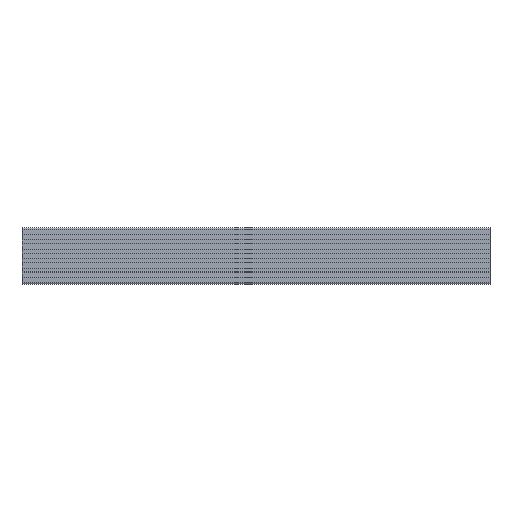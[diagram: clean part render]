
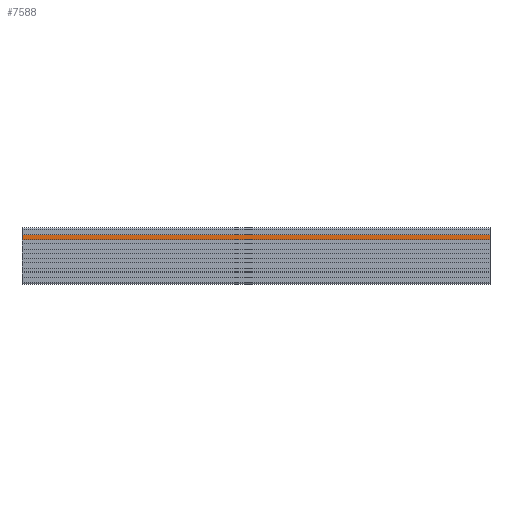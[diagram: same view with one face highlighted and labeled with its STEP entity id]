
A CAD part, top view. The second image highlights one B-rep face of the part: STEP entity #7588.
In plain terms, the highlighted planar face has unit normal (0, 0, 1).
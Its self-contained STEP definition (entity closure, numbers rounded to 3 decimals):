
#201 = LINE ( 'NONE', #2497, #218 ) ;
#218 = VECTOR ( 'NONE', #2507, 1000. ) ;
#380 = LINE ( 'NONE', #2675, #381 ) ;
#381 = VECTOR ( 'NONE', #2676, 1000. ) ;
#413 = LINE ( 'NONE', #2719, #2965 ) ;
#439 = PLANE ( 'NONE',  #12129 ) ;
#442 = CARTESIAN_POINT ( 'NONE',  ( -1144.222, 46.086, 27.5 ) ) ;
#448 = DIRECTION ( 'NONE',  ( 0., 0., 1. ) ) ;
#449 = DIRECTION ( 'NONE',  ( 0., -1., 0. ) ) ;
#1761 = CARTESIAN_POINT ( 'NONE',  ( 0., 46.086, 27.5 ) ) ;
#1807 = CARTESIAN_POINT ( 'NONE',  ( -1000., 46.086, 27.5 ) ) ;
#1809 = CARTESIAN_POINT ( 'NONE',  ( -1000., 33.914, 27.5 ) ) ;
#1811 = CARTESIAN_POINT ( 'NONE',  ( 0., 33.914, 27.5 ) ) ;
#2222 = CARTESIAN_POINT ( 'NONE',  ( -1144.222, 33.914, 27.5 ) ) ;
#2223 = DIRECTION ( 'NONE',  ( 1., 0., 0. ) ) ;
#2497 = CARTESIAN_POINT ( 'NONE',  ( -1000., 46.086, 27.5 ) ) ;
#2507 = DIRECTION ( 'NONE',  ( 0., 1., 0. ) ) ;
#2675 = CARTESIAN_POINT ( 'NONE',  ( -1144.222, 46.086, 27.5 ) ) ;
#2676 = DIRECTION ( 'NONE',  ( 1., 0., 0. ) ) ;
#2719 = CARTESIAN_POINT ( 'NONE',  ( 0., 46.086, 27.5 ) ) ;
#2722 = DIRECTION ( 'NONE',  ( 0., -1., 0. ) ) ;
#2965 = VECTOR ( 'NONE', #2722, 1000. ) ;
#6924 = EDGE_LOOP ( 'NONE', ( #11410, #12672, #11408, #12690 ) ) ;
#7588 = ADVANCED_FACE ( 'NONE', ( #12952 ), #439, .T. ) ;
#8545 = VERTEX_POINT ( 'NONE', #1761 ) ;
#8591 = VERTEX_POINT ( 'NONE', #1807 ) ;
#8593 = VERTEX_POINT ( 'NONE', #1809 ) ;
#8595 = VERTEX_POINT ( 'NONE', #1811 ) ;
#8971 = EDGE_CURVE ( 'NONE', #8593, #8595, #13421, .T. ) ;
#9108 = EDGE_CURVE ( 'NONE', #8593, #8591, #201, .T. ) ;
#9191 = EDGE_CURVE ( 'NONE', #8591, #8545, #380, .T. ) ;
#9214 = EDGE_CURVE ( 'NONE', #8545, #8595, #413, .T. ) ;
#11408 = ORIENTED_EDGE ( 'NONE', *, *, #9214, .F. ) ;
#11410 = ORIENTED_EDGE ( 'NONE', *, *, #9108, .F. ) ;
#12129 = AXIS2_PLACEMENT_3D ( 'NONE', #442, #448, #449 ) ;
#12672 = ORIENTED_EDGE ( 'NONE', *, *, #8971, .T. ) ;
#12690 = ORIENTED_EDGE ( 'NONE', *, *, #9191, .F. ) ;
#12952 = FACE_OUTER_BOUND ( 'NONE', #6924, .T. ) ;
#13421 = LINE ( 'NONE', #2222, #13422 ) ;
#13422 = VECTOR ( 'NONE', #2223, 1000. ) ;
